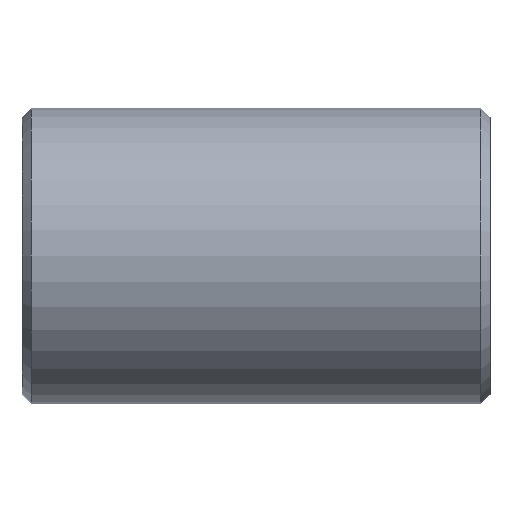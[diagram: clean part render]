
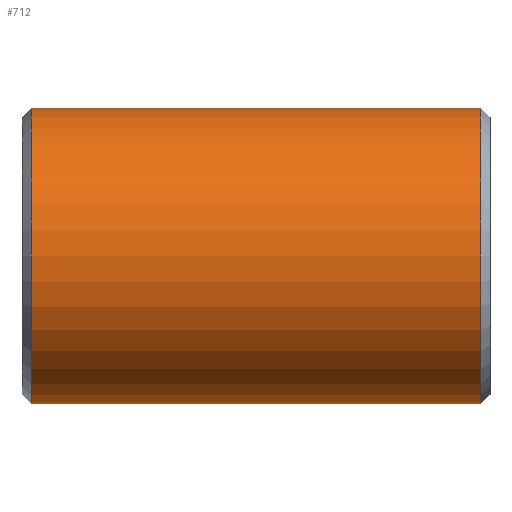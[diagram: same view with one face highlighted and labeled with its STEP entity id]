
A CAD part, front view. The second image highlights one B-rep face of the part: STEP entity #712.
In plain terms, the highlighted cylindrical face has radius 136.525 mm (diameter 273.05 mm), a partial arc.
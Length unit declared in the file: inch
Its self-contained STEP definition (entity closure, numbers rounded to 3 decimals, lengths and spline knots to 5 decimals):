
#51 = CARTESIAN_POINT ( 'NONE',  ( 8.16667, 0., 5.375 ) ) ;
#55 = ORIENTED_EDGE ( 'NONE', *, *, #565, .T. ) ;
#128 = EDGE_CURVE ( 'NONE', #320, #151, #438, .T. ) ;
#143 = CARTESIAN_POINT ( 'NONE',  ( 8.5, 0., 5.375 ) ) ;
#151 = VERTEX_POINT ( 'NONE', #695 ) ;
#164 = CARTESIAN_POINT ( 'NONE',  ( -8.16667, 0., 0. ) ) ;
#176 = VERTEX_POINT ( 'NONE', #821 ) ;
#199 = EDGE_LOOP ( 'NONE', ( #806, #55, #623, #812 ) ) ;
#214 = AXIS2_PLACEMENT_3D ( 'NONE', #164, #410, #687 ) ;
#221 = LINE ( 'NONE', #143, #314 ) ;
#239 = VERTEX_POINT ( 'NONE', #51 ) ;
#314 = VECTOR ( 'NONE', #615, 39.37008 ) ;
#320 = VERTEX_POINT ( 'NONE', #865 ) ;
#342 = DIRECTION ( 'NONE',  ( 0., 0., 1. ) ) ;
#356 = DIRECTION ( 'NONE',  ( 0., 0., -1. ) ) ;
#407 = FACE_OUTER_BOUND ( 'NONE', #199, .T. ) ;
#410 = DIRECTION ( 'NONE',  ( 1., 0., 0. ) ) ;
#417 = DIRECTION ( 'NONE',  ( -1., 0., 0. ) ) ;
#438 = CIRCLE ( 'NONE', #214, 5.375 ) ;
#468 = AXIS2_PLACEMENT_3D ( 'NONE', #693, #764, #342 ) ;
#549 = LINE ( 'NONE', #756, #767 ) ;
#565 = EDGE_CURVE ( 'NONE', #176, #239, #809, .T. ) ;
#608 = DIRECTION ( 'NONE',  ( -1., 0., 0. ) ) ;
#615 = DIRECTION ( 'NONE',  ( -1., 0., 0. ) ) ;
#623 = ORIENTED_EDGE ( 'NONE', *, *, #751, .T. ) ;
#687 = DIRECTION ( 'NONE',  ( 0., 0., 1. ) ) ;
#689 = CARTESIAN_POINT ( 'NONE',  ( 8.16667, 0., 0. ) ) ;
#693 = CARTESIAN_POINT ( 'NONE',  ( 8.5, 0., 0. ) ) ;
#695 = CARTESIAN_POINT ( 'NONE',  ( -8.16667, 0., -5.375 ) ) ;
#712 = ADVANCED_FACE ( 'NONE', ( #407 ), #828, .T. ) ;
#751 = EDGE_CURVE ( 'NONE', #239, #320, #221, .T. ) ;
#756 = CARTESIAN_POINT ( 'NONE',  ( 8.5, 0., -5.375 ) ) ;
#764 = DIRECTION ( 'NONE',  ( -1., 0., 0. ) ) ;
#767 = VECTOR ( 'NONE', #417, 39.37008 ) ;
#806 = ORIENTED_EDGE ( 'NONE', *, *, #843, .F. ) ;
#809 = CIRCLE ( 'NONE', #853, 5.375 ) ;
#812 = ORIENTED_EDGE ( 'NONE', *, *, #128, .T. ) ;
#821 = CARTESIAN_POINT ( 'NONE',  ( 8.16667, 0., -5.375 ) ) ;
#828 = CYLINDRICAL_SURFACE ( 'NONE', #468, 5.375 ) ;
#843 = EDGE_CURVE ( 'NONE', #176, #151, #549, .T. ) ;
#853 = AXIS2_PLACEMENT_3D ( 'NONE', #689, #608, #356 ) ;
#865 = CARTESIAN_POINT ( 'NONE',  ( -8.16667, 0., 5.375 ) ) ;
